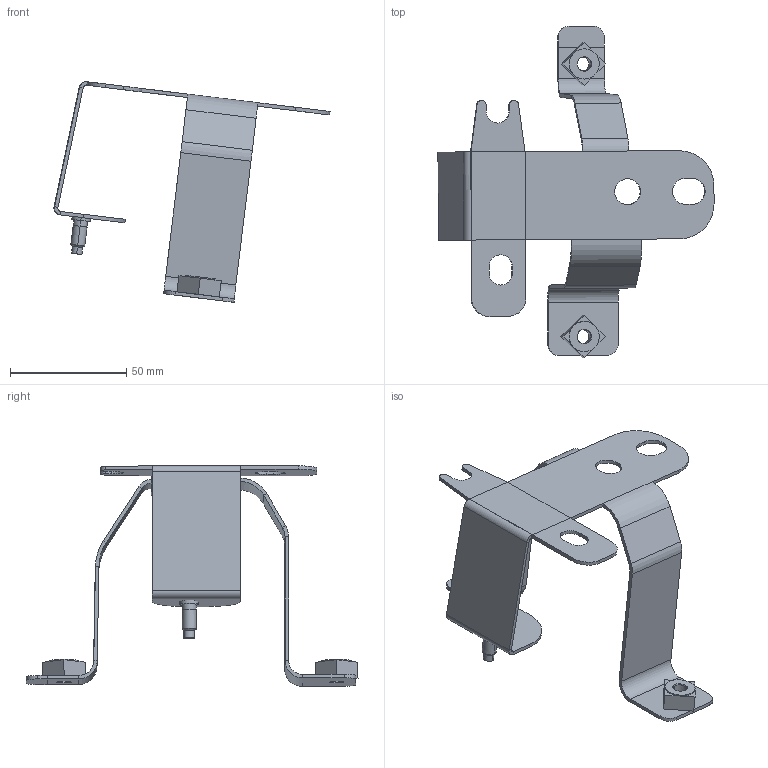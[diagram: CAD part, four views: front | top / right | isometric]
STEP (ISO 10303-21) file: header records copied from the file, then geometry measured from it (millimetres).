
FILE_DESCRIPTION(('CATIA V6 STEP','CAx-IF Rec.Pracs.--- Model Styling and Organization---1.2---2011-12-15'),'2;1');
FILE_NAME('GFE;PROPUESTA SOPORTE COMUNALIZADO CARENAGE CTL SOUS PLANCHER_OCIM01FB91_010_FROZEN_NPDM.stp','2020-02-07T11:24:23+00:00',('NewPDM'),('Renault'),'CATIA V6R2013x.HF106','DASSAULT SYSTEMES CATIA V6 STEP AP214','none');
FILE_SCHEMA(('AUTOMOTIVE_DESIGN { 1 0 10303 214 1 1 1 1 }'));
Length unit declared in the file: millimetre
Products named in the file (1): OCIM01FB91
Bounding box: 118.8 x 142.85 x 94.92 mm (x, y, z)
Surface area: 31411.6 mm2 (no closed solid volume)
Topology: 0 solids, 4 shells, 170 faces, 386 edges, 224 vertices
Faces by surface type: plane 94, cylinder 44, bspline 14, extrusion 12, cone 6
Entity records: 5167 total; most frequent: CARTESIAN_POINT 1601, ORIENTED_EDGE 770, DIRECTION 582, EDGE_CURVE 386, VECTOR 232, VERTEX_POINT 224, AXIS2_PLACEMENT_3D 223, LINE 220
